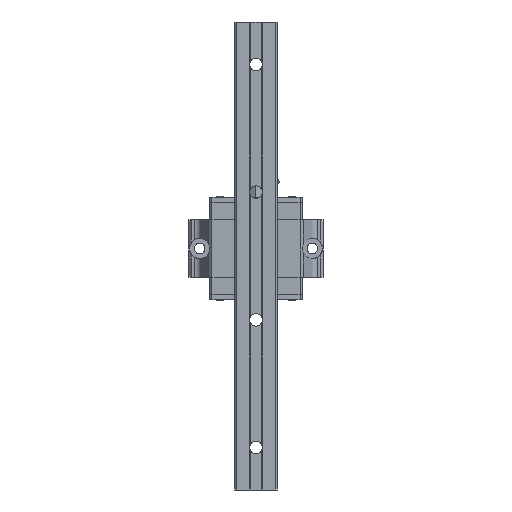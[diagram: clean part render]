
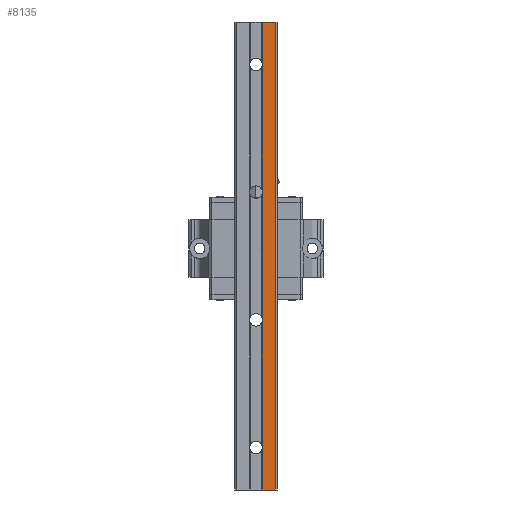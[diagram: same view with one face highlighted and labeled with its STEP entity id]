
A CAD part, front view. The second image highlights one B-rep face of the part: STEP entity #8135.
In plain terms, the highlighted face is planar.
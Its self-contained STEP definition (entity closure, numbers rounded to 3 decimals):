
#77 = CARTESIAN_POINT ( 'NONE',  ( -3., -110., 0. ) ) ;
#131 = CARTESIAN_POINT ( 'NONE',  ( -3., -110., 0. ) ) ;
#145 = EDGE_CURVE ( 'NONE', #7438, #6257, #4529, .T. ) ;
#235 = LINE ( 'NONE', #77, #6296 ) ;
#243 = CARTESIAN_POINT ( 'NONE',  ( -9.117, -110., 0. ) ) ;
#257 = VECTOR ( 'NONE', #9424, 1000. ) ;
#751 = VERTEX_POINT ( 'NONE', #5136 ) ;
#841 = EDGE_CURVE ( 'NONE', #5048, #10257, #4902, .T. ) ;
#955 = DIRECTION ( 'NONE',  ( 0., -1., 0. ) ) ;
#1147 = CARTESIAN_POINT ( 'NONE',  ( -9.117, -110., 0. ) ) ;
#1224 = PLANE ( 'NONE',  #5644 ) ;
#1438 = ORIENTED_EDGE ( 'NONE', *, *, #5471, .T. ) ;
#1454 = EDGE_CURVE ( 'NONE', #7438, #5048, #10183, .T. ) ;
#1645 = ORIENTED_EDGE ( 'NONE', *, *, #5890, .T. ) ;
#1831 = EDGE_CURVE ( 'NONE', #8243, #6257, #6472, .T. ) ;
#1984 = DIRECTION ( 'NONE',  ( 0., 1., 0. ) ) ;
#2001 = CARTESIAN_POINT ( 'NONE',  ( -10.235, 110., 0. ) ) ;
#2564 = DIRECTION ( 'NONE',  ( 1., 0., 0. ) ) ;
#2855 = CARTESIAN_POINT ( 'NONE',  ( -3., 90., 0. ) ) ;
#2900 = DIRECTION ( 'NONE',  ( -1., 0., 0. ) ) ;
#3290 = ORIENTED_EDGE ( 'NONE', *, *, #145, .F. ) ;
#3451 = VERTEX_POINT ( 'NONE', #7581 ) ;
#3897 = CARTESIAN_POINT ( 'NONE',  ( -3., -90., 0. ) ) ;
#4452 = CARTESIAN_POINT ( 'NONE',  ( -3., -110., 0. ) ) ;
#4523 = CARTESIAN_POINT ( 'NONE',  ( -3., -110., 0. ) ) ;
#4529 = LINE ( 'NONE', #8318, #6447 ) ;
#4653 = EDGE_CURVE ( 'NONE', #10257, #8748, #6698, .T. ) ;
#4830 = DIRECTION ( 'NONE',  ( 0., -1., 0. ) ) ;
#4902 = LINE ( 'NONE', #2001, #257 ) ;
#4975 = ORIENTED_EDGE ( 'NONE', *, *, #1454, .T. ) ;
#5027 = DIRECTION ( 'NONE',  ( 0., -1., 0. ) ) ;
#5048 = VERTEX_POINT ( 'NONE', #8429 ) ;
#5129 = VECTOR ( 'NONE', #7018, 1000. ) ;
#5136 = CARTESIAN_POINT ( 'NONE',  ( -3., 30., 0. ) ) ;
#5192 = CARTESIAN_POINT ( 'NONE',  ( -3., -110., 0. ) ) ;
#5396 = LINE ( 'NONE', #6188, #5129 ) ;
#5471 = EDGE_CURVE ( 'NONE', #751, #3451, #8752, .T. ) ;
#5644 = AXIS2_PLACEMENT_3D ( 'NONE', #4523, #7846, #2900 ) ;
#5890 = EDGE_CURVE ( 'NONE', #8748, #751, #5396, .T. ) ;
#6039 = VECTOR ( 'NONE', #1984, 1000. ) ;
#6188 = CARTESIAN_POINT ( 'NONE',  ( -3., -110., 0. ) ) ;
#6257 = VERTEX_POINT ( 'NONE', #5192 ) ;
#6296 = VECTOR ( 'NONE', #5027, 1000. ) ;
#6442 = VECTOR ( 'NONE', #9398, 1000. ) ;
#6447 = VECTOR ( 'NONE', #2564, 1000. ) ;
#6472 = LINE ( 'NONE', #131, #10629 ) ;
#6518 = ORIENTED_EDGE ( 'NONE', *, *, #1831, .T. ) ;
#6525 = EDGE_LOOP ( 'NONE', ( #6761, #6518, #3290, #4975, #9898, #10473, #1645, #1438 ) ) ;
#6698 = LINE ( 'NONE', #4452, #6442 ) ;
#6761 = ORIENTED_EDGE ( 'NONE', *, *, #9496, .T. ) ;
#7018 = DIRECTION ( 'NONE',  ( 0., -1., 0. ) ) ;
#7280 = CARTESIAN_POINT ( 'NONE',  ( -3., -110., 0. ) ) ;
#7438 = VERTEX_POINT ( 'NONE', #243 ) ;
#7581 = CARTESIAN_POINT ( 'NONE',  ( -3., -30., 0. ) ) ;
#7846 = DIRECTION ( 'NONE',  ( 0., 0., -1. ) ) ;
#8069 = FACE_OUTER_BOUND ( 'NONE', #6525, .T. ) ;
#8135 = ADVANCED_FACE ( 'NONE', ( #8069 ), #1224, .T. ) ;
#8243 = VERTEX_POINT ( 'NONE', #3897 ) ;
#8318 = CARTESIAN_POINT ( 'NONE',  ( -10.235, -110., 0. ) ) ;
#8429 = CARTESIAN_POINT ( 'NONE',  ( -9.117, 110., 0. ) ) ;
#8748 = VERTEX_POINT ( 'NONE', #2855 ) ;
#8752 = LINE ( 'NONE', #7280, #10699 ) ;
#9378 = CARTESIAN_POINT ( 'NONE',  ( -3., 110., 0. ) ) ;
#9398 = DIRECTION ( 'NONE',  ( 0., -1., 0. ) ) ;
#9424 = DIRECTION ( 'NONE',  ( 1., 0., 0. ) ) ;
#9496 = EDGE_CURVE ( 'NONE', #3451, #8243, #235, .T. ) ;
#9898 = ORIENTED_EDGE ( 'NONE', *, *, #841, .T. ) ;
#10183 = LINE ( 'NONE', #1147, #6039 ) ;
#10257 = VERTEX_POINT ( 'NONE', #9378 ) ;
#10473 = ORIENTED_EDGE ( 'NONE', *, *, #4653, .T. ) ;
#10629 = VECTOR ( 'NONE', #955, 1000. ) ;
#10699 = VECTOR ( 'NONE', #4830, 1000. ) ;
